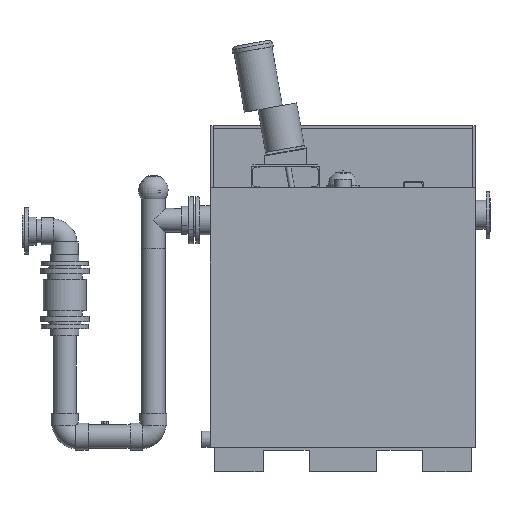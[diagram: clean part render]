
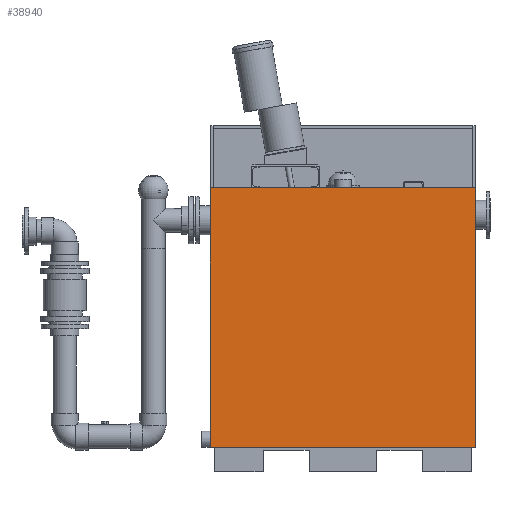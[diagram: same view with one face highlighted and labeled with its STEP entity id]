
A CAD part, front view. The second image highlights one B-rep face of the part: STEP entity #38940.
In plain terms, the highlighted planar face has unit normal (0, -1, 0).
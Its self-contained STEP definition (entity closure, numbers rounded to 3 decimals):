
#2953=VECTOR('',#44902,1.);
#2957=VECTOR('',#44907,1.);
#2958=VECTOR('',#44908,1.);
#2959=VECTOR('',#44909,1.);
#6752=LINE('',#54270,#2953);
#6756=LINE('',#54279,#2957);
#6757=LINE('',#54282,#2958);
#6758=LINE('',#54283,#2959);
#10535=PLANE('',#41306);
#12026=VERTEX_POINT('',#54271);
#12027=VERTEX_POINT('',#54272);
#12030=VERTEX_POINT('',#54280);
#12031=VERTEX_POINT('',#54281);
#16716=EDGE_CURVE('',#12026,#12027,#6752,.T.);
#16720=EDGE_CURVE('',#12030,#12031,#6756,.T.);
#16721=EDGE_CURVE('',#12030,#12026,#6757,.T.);
#16722=EDGE_CURVE('',#12027,#12031,#6758,.T.);
#22235=ORIENTED_EDGE('',*,*,#16720,.F.);
#22236=ORIENTED_EDGE('',*,*,#16721,.T.);
#22237=ORIENTED_EDGE('',*,*,#16716,.T.);
#22238=ORIENTED_EDGE('',*,*,#16722,.T.);
#33150=EDGE_LOOP('',(#22235,#22236,#22237,#22238));
#36050=FACE_BOUND('',#33150,.T.);
#38940=ADVANCED_FACE('',(#36050),#10535,.T.);
#41306=AXIS2_PLACEMENT_3D('',#54278,#44906,$);
#44902=DIRECTION('',(0.,0.,-1.));
#44906=DIRECTION('',(0.,-1.,0.));
#44907=DIRECTION('',(0.,0.,-1.));
#44908=DIRECTION('',(-1.,0.,0.));
#44909=DIRECTION('',(1.,0.,0.));
#54270=CARTESIAN_POINT('',(-62.23,-63.5,0.));
#54271=CARTESIAN_POINT('',(-62.23,-63.5,120.65));
#54272=CARTESIAN_POINT('',(-62.23,-63.5,-1.27));
#54278=CARTESIAN_POINT('',(0.,-63.5,0.));
#54279=CARTESIAN_POINT('',(62.23,-63.5,0.));
#54280=CARTESIAN_POINT('',(62.23,-63.5,120.65));
#54281=CARTESIAN_POINT('',(62.23,-63.5,-1.27));
#54282=CARTESIAN_POINT('',(-62.23,-63.5,120.65));
#54283=CARTESIAN_POINT('',(62.23,-63.5,-1.27));
